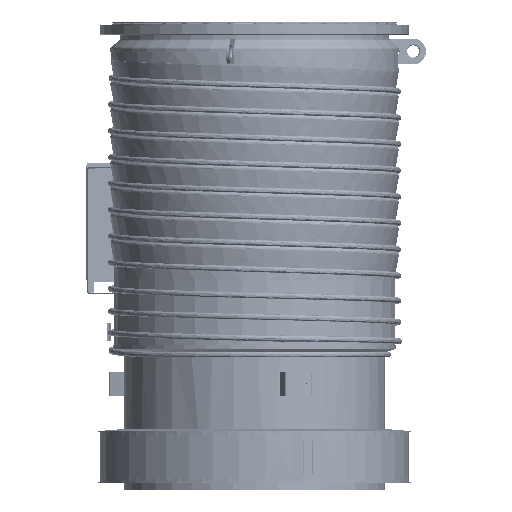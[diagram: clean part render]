
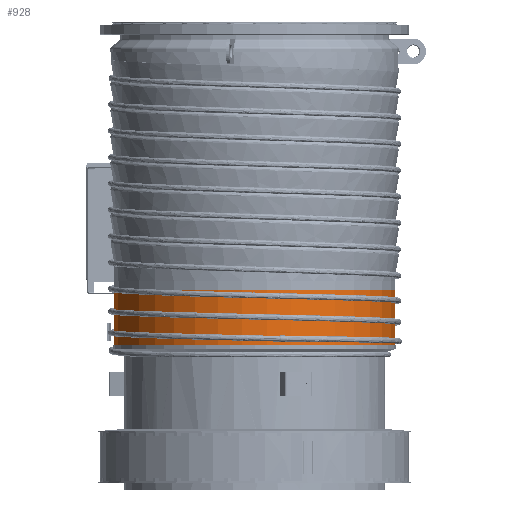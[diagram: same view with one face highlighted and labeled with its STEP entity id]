
A CAD part, left-side view. The second image highlights one B-rep face of the part: STEP entity #928.
In plain terms, the highlighted cylindrical face has radius 342.5 mm (diameter 685 mm), a full revolution.
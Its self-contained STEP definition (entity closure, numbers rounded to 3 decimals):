
#928=ADVANCED_FACE('',(#68884,#68886),#68888,.T.);
#68884=FACE_OUTER_BOUND('',#68885,.T.);
#68885=EDGE_LOOP('',(#86002));
#68886=FACE_OUTER_BOUND('',#68887,.T.);
#68887=EDGE_LOOP('',(#86003));
#68888=CYLINDRICAL_SURFACE('',#68889,342.5);
#68889=AXIS2_PLACEMENT_3D('',#68890,#68891,#68892);
#68890=CARTESIAN_POINT('',(0.,0.,320.));
#68891=DIRECTION('',(0.,0.,-1.));
#68892=DIRECTION('',(-0.966,0.259,0.));
#86002=ORIENTED_EDGE('',*,*,#93284,.T.);
#86003=ORIENTED_EDGE('',*,*,#93285,.F.);
#93284=EDGE_CURVE('',#101155,#101155,#101156,.T.);
#93285=EDGE_CURVE('',#101157,#101157,#101158,.T.);
#101155=VERTEX_POINT('',#149846);
#101156=CIRCLE('',#149847,342.5);
#101157=VERTEX_POINT('',#149851);
#101158=CIRCLE('',#149852,342.5);
#149846=CARTESIAN_POINT('',(-330.83,88.646,320.));
#149847=AXIS2_PLACEMENT_3D('',#149848,#149849,#149850);
#149848=CARTESIAN_POINT('',(0.,0.,320.));
#149849=DIRECTION('',(0.,0.,-1.));
#149850=DIRECTION('',(-0.966,0.259,0.));
#149851=CARTESIAN_POINT('',(-330.83,88.646,187.));
#149852=AXIS2_PLACEMENT_3D('',#149853,#149854,#149855);
#149853=CARTESIAN_POINT('',(0.,0.,187.));
#149854=DIRECTION('',(0.,0.,-1.));
#149855=DIRECTION('',(-0.966,0.259,0.));
